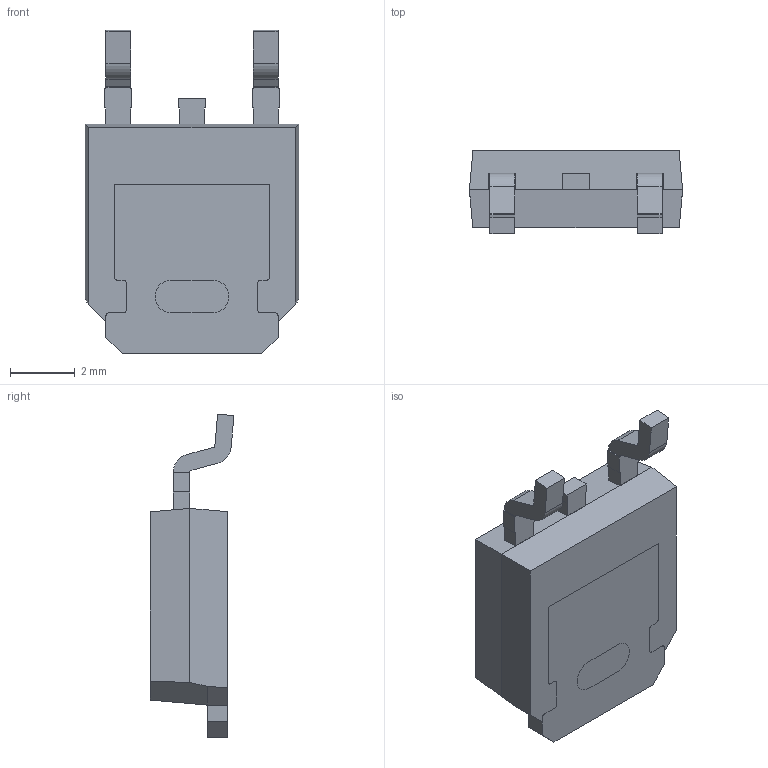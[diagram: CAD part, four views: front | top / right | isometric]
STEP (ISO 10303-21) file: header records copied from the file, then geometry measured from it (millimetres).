
FILE_DESCRIPTION (( 'STEP AP214' ), '1' );
FILE_NAME ('AOD4184A.STEP', '2024-04-12T18:32:37', ( '' ), ( '' ), 'SwSTEP 2.0', 'SolidWorks 2021', '' );
FILE_SCHEMA (( 'AUTOMOTIVE_DESIGN' ));
Length unit declared in the file: millimetre
Products named in the file (1): AOD4184A
Bounding box: 6.6 x 2.6 x 10.03 mm (x, y, z)
Volume: 99 mm3; surface area: 230.6 mm2
Topology: 5 solids, 5 shells, 123 faces, 327 edges, 216 vertices
Faces by surface type: plane 93, cylinder 30
Entity records: 3867 total; most frequent: CARTESIAN_POINT 667, ORIENTED_EDGE 654, DIRECTION 635, EDGE_CURVE 327, LINE 267, VECTOR 267, VERTEX_POINT 216, AXIS2_PLACEMENT_3D 184
